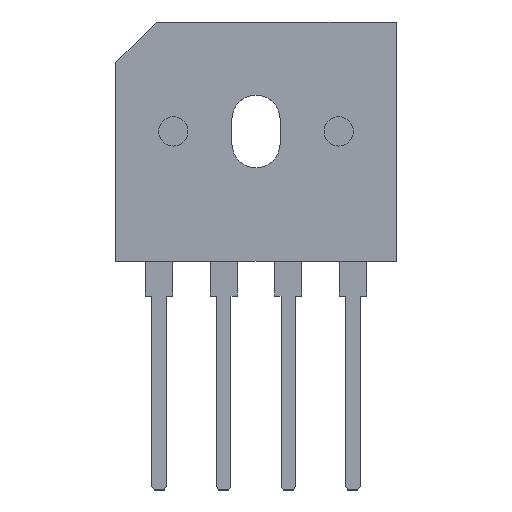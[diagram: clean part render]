
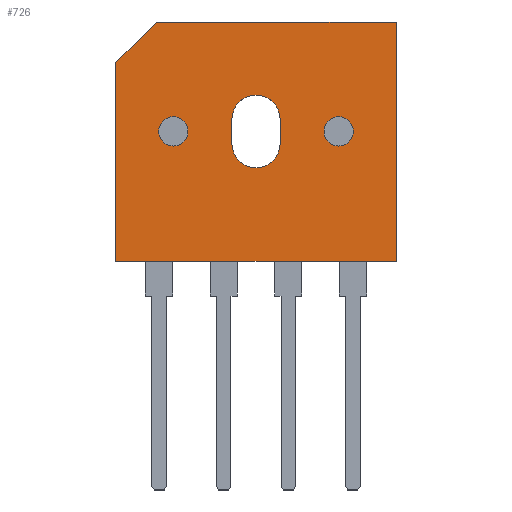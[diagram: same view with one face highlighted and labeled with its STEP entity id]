
A CAD part, top view. The second image highlights one B-rep face of the part: STEP entity #726.
In plain terms, the highlighted planar face has unit normal (0, 0, 1).
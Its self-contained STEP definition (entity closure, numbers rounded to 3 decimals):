
#26 = CARTESIAN_POINT ( 'NONE',  ( 0., 13.9, 1.715 ) ) ;
#45 = EDGE_CURVE ( 'NONE', #1096, #539, #1267, .T. ) ;
#69 = DIRECTION ( 'NONE',  ( -1., 0., 0. ) ) ;
#107 = CARTESIAN_POINT ( 'NONE',  ( -11.025, 2.75, 1.715 ) ) ;
#108 = VERTEX_POINT ( 'NONE', #1531 ) ;
#144 = ORIENTED_EDGE ( 'NONE', *, *, #473, .F. ) ;
#166 = VERTEX_POINT ( 'NONE', #849 ) ;
#169 = VECTOR ( 'NONE', #910, 1000. ) ;
#175 = DIRECTION ( 'NONE',  ( 1., 0., 0. ) ) ;
#181 = VERTEX_POINT ( 'NONE', #1606 ) ;
#187 = ORIENTED_EDGE ( 'NONE', *, *, #1711, .T. ) ;
#204 = FACE_BOUND ( 'NONE', #1020, .T. ) ;
#225 = DIRECTION ( 'NONE',  ( -1., 0., 0. ) ) ;
#226 = CARTESIAN_POINT ( 'NONE',  ( -11.025, 18.35, 1.715 ) ) ;
#255 = AXIS2_PLACEMENT_3D ( 'NONE', #528, #1147, #69 ) ;
#260 = ORIENTED_EDGE ( 'NONE', *, *, #730, .T. ) ;
#277 = ORIENTED_EDGE ( 'NONE', *, *, #1519, .F. ) ;
#284 = AXIS2_PLACEMENT_3D ( 'NONE', #884, #1913, #1144 ) ;
#290 = VERTEX_POINT ( 'NONE', #1956 ) ;
#291 = VECTOR ( 'NONE', #1279, 1000. ) ;
#323 = CARTESIAN_POINT ( 'NONE',  ( -11.025, 21.55, 1.715 ) ) ;
#341 = EDGE_CURVE ( 'NONE', #108, #1431, #1510, .T. ) ;
#350 = FACE_BOUND ( 'NONE', #1120, .T. ) ;
#397 = DIRECTION ( 'NONE',  ( 0., 0., -1. ) ) ;
#436 = CIRCLE ( 'NONE', #1746, 1.9 ) ;
#450 = CARTESIAN_POINT ( 'NONE',  ( -1.9, 11.995, 1.715 ) ) ;
#454 = PLANE ( 'NONE',  #1529 ) ;
#456 = EDGE_CURVE ( 'NONE', #181, #1275, #1299, .T. ) ;
#472 = CIRCLE ( 'NONE', #479, 1.15 ) ;
#473 = EDGE_CURVE ( 'NONE', #1275, #1096, #436, .T. ) ;
#479 = AXIS2_PLACEMENT_3D ( 'NONE', #787, #1690, #175 ) ;
#504 = DIRECTION ( 'NONE',  ( 1., 0., 0. ) ) ;
#508 = EDGE_CURVE ( 'NONE', #563, #290, #1467, .T. ) ;
#528 = CARTESIAN_POINT ( 'NONE',  ( -6.5, 12.947, 1.715 ) ) ;
#539 = VERTEX_POINT ( 'NONE', #1627 ) ;
#557 = EDGE_CURVE ( 'NONE', #539, #181, #843, .T. ) ;
#563 = VERTEX_POINT ( 'NONE', #1787 ) ;
#592 = VERTEX_POINT ( 'NONE', #1010 ) ;
#599 = CARTESIAN_POINT ( 'NONE',  ( 11.025, 21.55, 1.715 ) ) ;
#628 = ORIENTED_EDGE ( 'NONE', *, *, #756, .F. ) ;
#645 = DIRECTION ( 'NONE',  ( 0., 0., 1. ) ) ;
#652 = LINE ( 'NONE', #107, #1894 ) ;
#664 = VERTEX_POINT ( 'NONE', #691 ) ;
#665 = DIRECTION ( 'NONE',  ( 0., 1., 0. ) ) ;
#676 = LINE ( 'NONE', #323, #1595 ) ;
#691 = CARTESIAN_POINT ( 'NONE',  ( -11.025, 2.75, 1.715 ) ) ;
#726 = ADVANCED_FACE ( 'NONE', ( #350, #881, #204, #1968 ), #454, .F. ) ;
#730 = EDGE_CURVE ( 'NONE', #592, #1289, #1778, .T. ) ;
#731 = VECTOR ( 'NONE', #665, 1000. ) ;
#746 = DIRECTION ( 'NONE',  ( 0., -1., 0. ) ) ;
#756 = EDGE_CURVE ( 'NONE', #290, #563, #472, .T. ) ;
#766 = VECTOR ( 'NONE', #1685, 1000. ) ;
#779 = ORIENTED_EDGE ( 'NONE', *, *, #45, .F. ) ;
#787 = CARTESIAN_POINT ( 'NONE',  ( 6.5, 12.947, 1.715 ) ) ;
#800 = CARTESIAN_POINT ( 'NONE',  ( -11.025, 21.55, 1.715 ) ) ;
#824 = ORIENTED_EDGE ( 'NONE', *, *, #1193, .T. ) ;
#832 = DIRECTION ( 'NONE',  ( 0., 0., 1. ) ) ;
#843 = CIRCLE ( 'NONE', #284, 1.9 ) ;
#849 = CARTESIAN_POINT ( 'NONE',  ( -5.35, 12.947, 1.715 ) ) ;
#861 = ORIENTED_EDGE ( 'NONE', *, *, #1225, .F. ) ;
#881 = FACE_BOUND ( 'NONE', #1629, .T. ) ;
#884 = CARTESIAN_POINT ( 'NONE',  ( 0., 11.995, 1.715 ) ) ;
#910 = DIRECTION ( 'NONE',  ( 0., -1., 0. ) ) ;
#992 = ORIENTED_EDGE ( 'NONE', *, *, #557, .F. ) ;
#998 = CARTESIAN_POINT ( 'NONE',  ( -6.5, 12.947, 1.715 ) ) ;
#1010 = CARTESIAN_POINT ( 'NONE',  ( -7.825, 21.55, 1.715 ) ) ;
#1020 = EDGE_LOOP ( 'NONE', ( #1563, #992, #779, #144 ) ) ;
#1048 = CARTESIAN_POINT ( 'NONE',  ( 11.025, 2.75, 1.715 ) ) ;
#1058 = CIRCLE ( 'NONE', #255, 1.15 ) ;
#1086 = AXIS2_PLACEMENT_3D ( 'NONE', #998, #1296, #1733 ) ;
#1096 = VERTEX_POINT ( 'NONE', #1984 ) ;
#1097 = DIRECTION ( 'NONE',  ( 1., 0., 0. ) ) ;
#1102 = VERTEX_POINT ( 'NONE', #1551 ) ;
#1120 = EDGE_LOOP ( 'NONE', ( #1561, #628 ) ) ;
#1144 = DIRECTION ( 'NONE',  ( 1., 0., 0. ) ) ;
#1147 = DIRECTION ( 'NONE',  ( 0., 0., 1. ) ) ;
#1176 = DIRECTION ( 'NONE',  ( 1., 0., 0. ) ) ;
#1193 = EDGE_CURVE ( 'NONE', #1289, #664, #1446, .T. ) ;
#1206 = ORIENTED_EDGE ( 'NONE', *, *, #1982, .F. ) ;
#1225 = EDGE_CURVE ( 'NONE', #166, #1102, #1058, .T. ) ;
#1230 = CARTESIAN_POINT ( 'NONE',  ( -7.825, 21.55, 1.715 ) ) ;
#1240 = ORIENTED_EDGE ( 'NONE', *, *, #341, .F. ) ;
#1264 = CIRCLE ( 'NONE', #1086, 1.15 ) ;
#1267 = LINE ( 'NONE', #450, #169 ) ;
#1275 = VERTEX_POINT ( 'NONE', #1910 ) ;
#1279 = DIRECTION ( 'NONE',  ( 0., -1., 0. ) ) ;
#1285 = CARTESIAN_POINT ( 'NONE',  ( 6.5, 12.947, 1.715 ) ) ;
#1289 = VERTEX_POINT ( 'NONE', #226 ) ;
#1296 = DIRECTION ( 'NONE',  ( 0., 0., 1. ) ) ;
#1299 = LINE ( 'NONE', #1860, #731 ) ;
#1317 = CARTESIAN_POINT ( 'NONE',  ( -11.025, 21.55, 1.715 ) ) ;
#1431 = VERTEX_POINT ( 'NONE', #1048 ) ;
#1446 = LINE ( 'NONE', #800, #291 ) ;
#1461 = VECTOR ( 'NONE', #746, 1000. ) ;
#1467 = CIRCLE ( 'NONE', #1858, 1.15 ) ;
#1510 = LINE ( 'NONE', #599, #1461 ) ;
#1519 = EDGE_CURVE ( 'NONE', #1102, #166, #1264, .T. ) ;
#1529 = AXIS2_PLACEMENT_3D ( 'NONE', #1317, #397, #225 ) ;
#1531 = CARTESIAN_POINT ( 'NONE',  ( 11.025, 21.55, 1.715 ) ) ;
#1551 = CARTESIAN_POINT ( 'NONE',  ( -7.65, 12.947, 1.715 ) ) ;
#1561 = ORIENTED_EDGE ( 'NONE', *, *, #508, .F. ) ;
#1563 = ORIENTED_EDGE ( 'NONE', *, *, #456, .F. ) ;
#1576 = DIRECTION ( 'NONE',  ( 1., 0., 0. ) ) ;
#1595 = VECTOR ( 'NONE', #1097, 1000. ) ;
#1606 = CARTESIAN_POINT ( 'NONE',  ( 1.9, 11.995, 1.715 ) ) ;
#1614 = EDGE_LOOP ( 'NONE', ( #1206, #260, #824, #187, #1240 ) ) ;
#1627 = CARTESIAN_POINT ( 'NONE',  ( -1.9, 11.995, 1.715 ) ) ;
#1629 = EDGE_LOOP ( 'NONE', ( #861, #277 ) ) ;
#1685 = DIRECTION ( 'NONE',  ( -0.707, -0.707, 0. ) ) ;
#1690 = DIRECTION ( 'NONE',  ( 0., 0., 1. ) ) ;
#1711 = EDGE_CURVE ( 'NONE', #664, #1431, #652, .T. ) ;
#1733 = DIRECTION ( 'NONE',  ( -1., 0., 0. ) ) ;
#1746 = AXIS2_PLACEMENT_3D ( 'NONE', #26, #645, #504 ) ;
#1778 = LINE ( 'NONE', #1230, #766 ) ;
#1787 = CARTESIAN_POINT ( 'NONE',  ( 7.65, 12.947, 1.715 ) ) ;
#1858 = AXIS2_PLACEMENT_3D ( 'NONE', #1285, #832, #1576 ) ;
#1860 = CARTESIAN_POINT ( 'NONE',  ( 1.9, 11.995, 1.715 ) ) ;
#1894 = VECTOR ( 'NONE', #1176, 1000. ) ;
#1910 = CARTESIAN_POINT ( 'NONE',  ( 1.9, 13.9, 1.715 ) ) ;
#1913 = DIRECTION ( 'NONE',  ( 0., 0., 1. ) ) ;
#1956 = CARTESIAN_POINT ( 'NONE',  ( 5.35, 12.947, 1.715 ) ) ;
#1968 = FACE_OUTER_BOUND ( 'NONE', #1614, .T. ) ;
#1982 = EDGE_CURVE ( 'NONE', #592, #108, #676, .T. ) ;
#1984 = CARTESIAN_POINT ( 'NONE',  ( -1.9, 13.9, 1.715 ) ) ;
